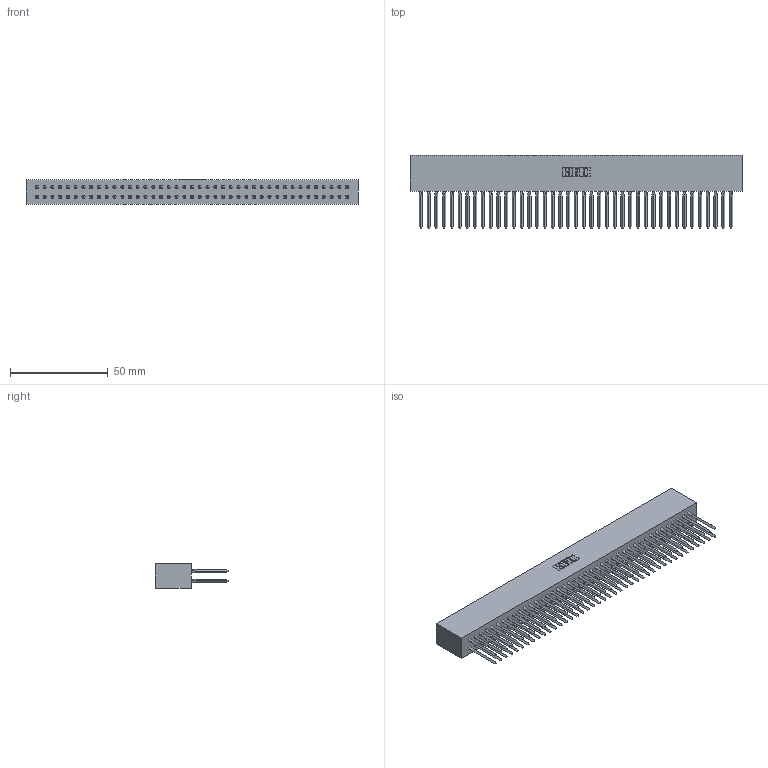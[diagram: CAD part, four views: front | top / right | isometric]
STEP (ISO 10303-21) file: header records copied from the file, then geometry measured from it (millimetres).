
FILE_DESCRIPTION (( 'STEP AP203' ), '1' );
FILE_NAME ('317-082-542-801.STEP', '2020-02-28T09:39:36', ( '' ), ( '' ), 'SwSTEP 2.0', 'SolidWorks 2016', '' );
FILE_SCHEMA (( 'CONFIG_CONTROL_DESIGN' ));
Length unit declared in the file: inch
Products named in the file (3): 317-082-542-801; 317 Part_Lugless; 317-290-003_542
Assembly tree (83 placements, depth 2):
  317-082-542-801
    317 Part_Lugless
    317-290-003_542  x82
Bounding box: 169.67 x 37.34 x 12.7 mm (x, y, z)
Volume: 29481.9 mm3; surface area: 41141.9 mm2
Topology: 83 solids, 83 shells, 4764 faces, 13359 edges, 8522 vertices
Faces by surface type: plane 3822, cylinder 614, bspline 328
Entity records: 58013 total; most frequent: CARTESIAN_POINT 10369, ORIENTED_EDGE 10032, DIRECTION 8432, EDGE_CURVE 5016, LINE 4854, VECTOR 4854, VERTEX_POINT 3338, AXIS2_PLACEMENT_3D 1789
